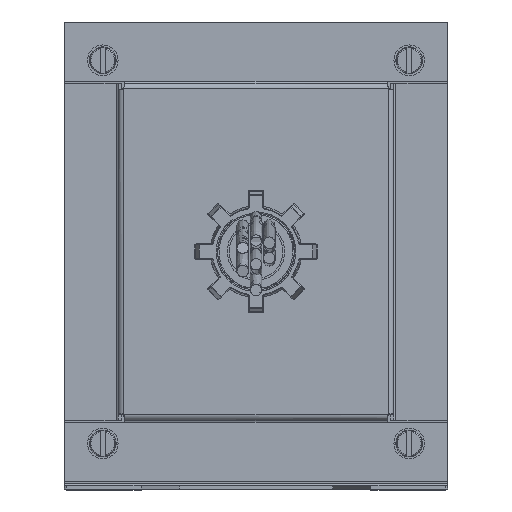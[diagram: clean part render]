
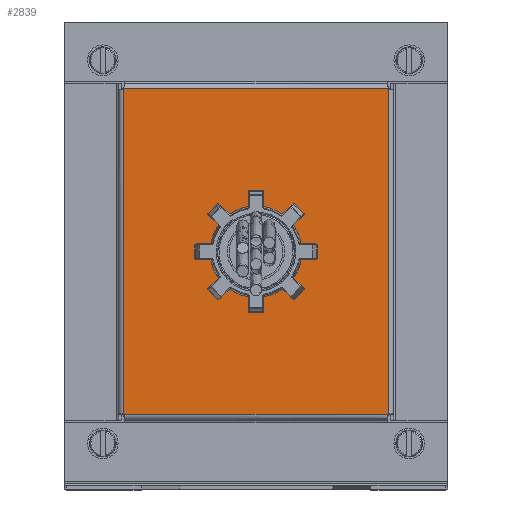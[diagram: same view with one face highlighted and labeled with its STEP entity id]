
A CAD part, top view. The second image highlights one B-rep face of the part: STEP entity #2839.
In plain terms, the highlighted planar face has unit normal (0, 0, 1).
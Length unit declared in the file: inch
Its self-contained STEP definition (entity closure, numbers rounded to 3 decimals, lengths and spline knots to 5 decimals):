
#754 = VECTOR ( 'NONE', #31735, 39.37008 ) ;
#2839 = ADVANCED_FACE ( 'NONE', ( #4806, #36053 ), #25527, .F. ) ;
#2949 = CARTESIAN_POINT ( 'NONE',  ( -0.54669, -0.06802, 2.76534 ) ) ;
#3951 = DIRECTION ( 'NONE',  ( 0., 0., -1. ) ) ;
#4017 = LINE ( 'NONE', #17925, #754 ) ;
#4213 = CARTESIAN_POINT ( 'NONE',  ( 0.81158, -1.74125, 2.76534 ) ) ;
#4635 = AXIS2_PLACEMENT_3D ( 'NONE', #2949, #23402, #13891 ) ;
#4806 = FACE_OUTER_BOUND ( 'NONE', #19499, .T. ) ;
#7645 = EDGE_CURVE ( 'NONE', #8036, #32715, #4017, .T. ) ;
#7981 = LINE ( 'NONE', #39241, #34687 ) ;
#8036 = VERTEX_POINT ( 'NONE', #26645 ) ;
#8266 = CIRCLE ( 'NONE', #18490, 0.3937 ) ;
#8536 = CARTESIAN_POINT ( 'NONE',  ( 0.81158, -1.74125, 2.76534 ) ) ;
#11217 = DIRECTION ( 'NONE',  ( 0., 0., 1. ) ) ;
#13714 = ORIENTED_EDGE ( 'NONE', *, *, #15969, .T. ) ;
#13891 = DIRECTION ( 'NONE',  ( -1., 0., 0. ) ) ;
#15523 = DIRECTION ( 'NONE',  ( -1., 0., 0. ) ) ;
#15969 = EDGE_CURVE ( 'NONE', #28242, #8036, #7981, .T. ) ;
#17925 = CARTESIAN_POINT ( 'NONE',  ( -1.90496, 1.60521, 2.76534 ) ) ;
#18045 = EDGE_CURVE ( 'NONE', #32715, #33102, #39202, .T. ) ;
#18078 = DIRECTION ( 'NONE',  ( -1., 0., 0. ) ) ;
#18205 = VECTOR ( 'NONE', #26692, 39.37008 ) ;
#18490 = AXIS2_PLACEMENT_3D ( 'NONE', #31644, #11217, #22659 ) ;
#18843 = VERTEX_POINT ( 'NONE', #44135 ) ;
#19499 = EDGE_LOOP ( 'NONE', ( #25886, #30686, #13714, #26591 ) ) ;
#22659 = DIRECTION ( 'NONE',  ( -1., 0., 0. ) ) ;
#23032 = CARTESIAN_POINT ( 'NONE',  ( -1.90496, -1.74125, 2.76534 ) ) ;
#23402 = DIRECTION ( 'NONE',  ( 0., 0., 1. ) ) ;
#25324 = ORIENTED_EDGE ( 'NONE', *, *, #43396, .F. ) ;
#25527 = PLANE ( 'NONE',  #30295 ) ;
#25675 = CARTESIAN_POINT ( 'NONE',  ( -0.94039, -0.06802, 2.76534 ) ) ;
#25886 = ORIENTED_EDGE ( 'NONE', *, *, #18045, .T. ) ;
#26591 = ORIENTED_EDGE ( 'NONE', *, *, #7645, .T. ) ;
#26645 = CARTESIAN_POINT ( 'NONE',  ( -1.90496, 1.60521, 2.76534 ) ) ;
#26692 = DIRECTION ( 'NONE',  ( 0., 1., 0. ) ) ;
#26782 = VECTOR ( 'NONE', #32303, 39.37008 ) ;
#28242 = VERTEX_POINT ( 'NONE', #30110 ) ;
#29575 = VERTEX_POINT ( 'NONE', #25675 ) ;
#30110 = CARTESIAN_POINT ( 'NONE',  ( 0.81158, 1.60521, 2.76534 ) ) ;
#30295 = AXIS2_PLACEMENT_3D ( 'NONE', #35379, #3951, #18078 ) ;
#30686 = ORIENTED_EDGE ( 'NONE', *, *, #34090, .T. ) ;
#31644 = CARTESIAN_POINT ( 'NONE',  ( -0.54669, -0.06802, 2.76534 ) ) ;
#31735 = DIRECTION ( 'NONE',  ( 0., -1., 0. ) ) ;
#32303 = DIRECTION ( 'NONE',  ( 1., 0., 0. ) ) ;
#32528 = ORIENTED_EDGE ( 'NONE', *, *, #44641, .F. ) ;
#32715 = VERTEX_POINT ( 'NONE', #23032 ) ;
#33102 = VERTEX_POINT ( 'NONE', #4213 ) ;
#34090 = EDGE_CURVE ( 'NONE', #33102, #28242, #43884, .T. ) ;
#34687 = VECTOR ( 'NONE', #15523, 39.37008 ) ;
#35379 = CARTESIAN_POINT ( 'NONE',  ( 0.7604, 1.41688, 2.76534 ) ) ;
#36053 = FACE_BOUND ( 'NONE', #39478, .T. ) ;
#39202 = LINE ( 'NONE', #43045, #26782 ) ;
#39241 = CARTESIAN_POINT ( 'NONE',  ( 0.81158, 1.60521, 2.76534 ) ) ;
#39478 = EDGE_LOOP ( 'NONE', ( #25324, #32528 ) ) ;
#43045 = CARTESIAN_POINT ( 'NONE',  ( -1.90496, -1.74125, 2.76534 ) ) ;
#43396 = EDGE_CURVE ( 'NONE', #29575, #18843, #8266, .T. ) ;
#43884 = LINE ( 'NONE', #8536, #18205 ) ;
#43988 = CIRCLE ( 'NONE', #4635, 0.3937 ) ;
#44135 = CARTESIAN_POINT ( 'NONE',  ( -0.15299, -0.06802, 2.76534 ) ) ;
#44641 = EDGE_CURVE ( 'NONE', #18843, #29575, #43988, .T. ) ;
